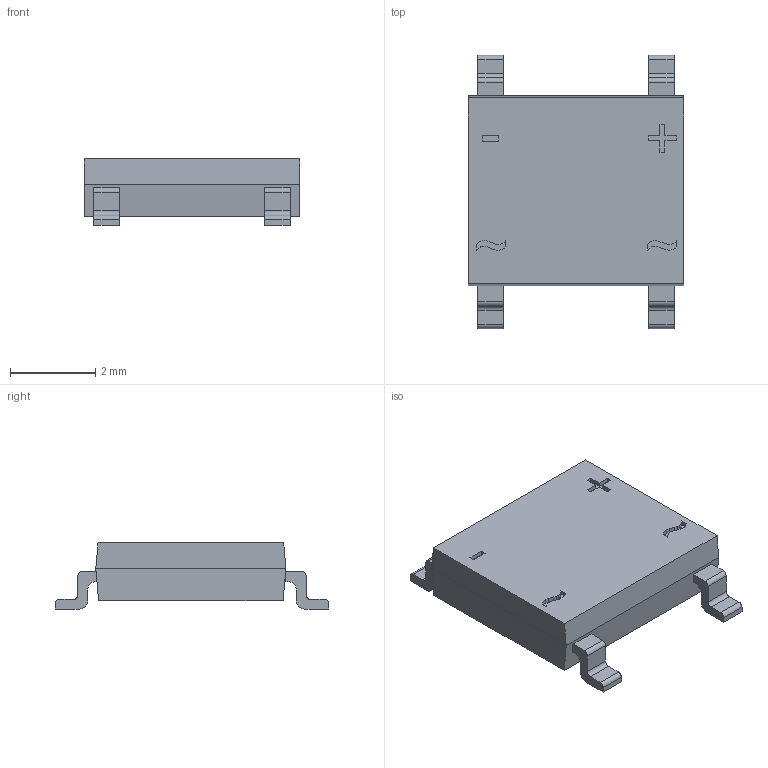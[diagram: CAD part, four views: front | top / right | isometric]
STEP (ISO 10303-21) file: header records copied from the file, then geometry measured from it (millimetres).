
FILE_DESCRIPTION(/* description */ (''),/* implementation_level */ '2;1');
FILE_NAME(/* name */ 'Bridge rectifier SOPA-4.step',/* time_stamp */ '2022-01-24T19:37:03-08:00',/* author */ (''),/* organization */ (''),/* preprocessor_version */ 'ST-DEVELOPER v18.1',/* originating_system */ 'Autodesk Translation Framework v10.13.0.1454',/* authorisation */ '');
FILE_SCHEMA (('AUTOMOTIVE_DESIGN { 1 0 10303 214 3 1 1 }'));
Length unit declared in the file: millimetre
Products named in the file (1): Bridge rectifier SOPA-4
Bounding box: 5.05 x 6.4 x 1.55 mm (x, y, z)
Volume: 30.8 mm3; surface area: 126.3 mm2
Topology: 6 solids, 6 shells, 124 faces, 324 edges, 216 vertices
Faces by surface type: plane 76, bspline 28, cylinder 20
Entity records: 4101 total; most frequent: CARTESIAN_POINT 1141, ORIENTED_EDGE 648, DIRECTION 502, EDGE_CURVE 324, LINE 228, VECTOR 228, VERTEX_POINT 216, AXIS2_PLACEMENT_3D 137
